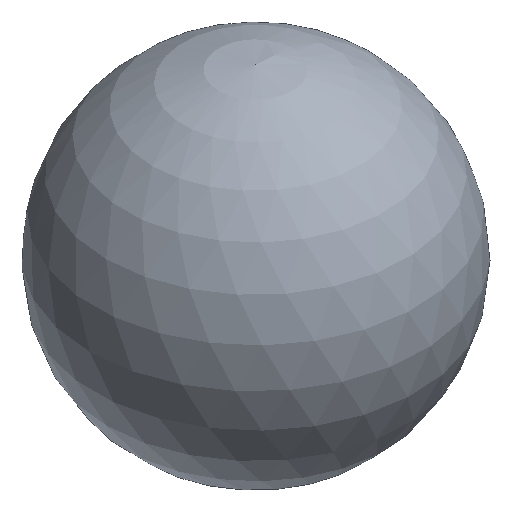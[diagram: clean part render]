
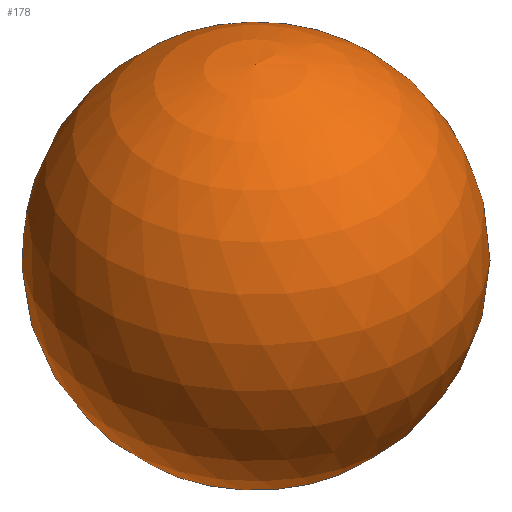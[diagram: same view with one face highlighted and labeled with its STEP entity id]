
A CAD part, isometric view. The second image highlights one B-rep face of the part: STEP entity #178.
In plain terms, the highlighted spherical face has radius 50 mm.
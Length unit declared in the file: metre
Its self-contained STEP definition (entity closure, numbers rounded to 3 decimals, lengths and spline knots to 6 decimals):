
#178 = ADVANCED_FACE( '', ( #194, #195 ), #196, .T. );
#194 = FACE_BOUND( '', #199, .T. );
#195 = FACE_BOUND( '', #200, .T. );
#196 = SPHERICAL_SURFACE( '', #201, 0.05 );
#199 = VERTEX_LOOP( '', #203 );
#200 = VERTEX_LOOP( '', #204 );
#201 = AXIS2_PLACEMENT_3D( '', #205, #206, #207 );
#203 = VERTEX_POINT( '', #208 );
#204 = VERTEX_POINT( '', #209 );
#205 = CARTESIAN_POINT( '', ( 0., 0., 0. ) );
#206 = DIRECTION( '', ( 0., 0., 1. ) );
#207 = DIRECTION( '', ( 1., 0., 0. ) );
#208 = CARTESIAN_POINT( '', ( 0., 0., 0.05 ) );
#209 = CARTESIAN_POINT( '', ( 0., 0., -0.05 ) );
